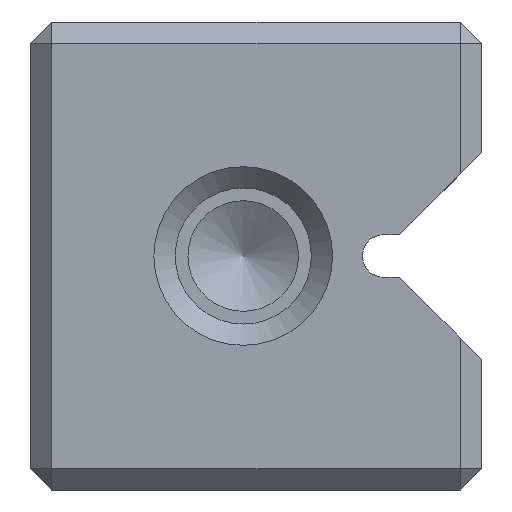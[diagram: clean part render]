
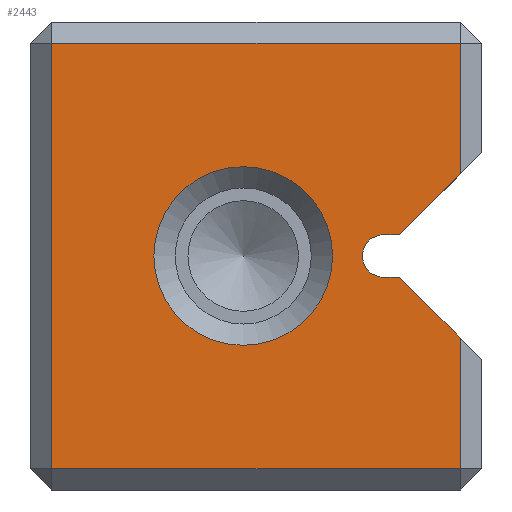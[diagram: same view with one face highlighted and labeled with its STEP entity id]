
A CAD part, left-side view. The second image highlights one B-rep face of the part: STEP entity #2443.
In plain terms, the highlighted planar face has unit normal (-1, 0, 0).
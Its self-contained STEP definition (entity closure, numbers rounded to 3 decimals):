
#2443=ADVANCED_FACE('',(#3102,#3103),#2796,.T.);
#2796=PLANE('',#8325);
#3038=CIRCLE('',#8323,2.1);
#3039=CIRCLE('',#8324,0.5);
#3102=FACE_BOUND('',#3218,.T.);
#3103=FACE_BOUND('',#3219,.T.);
#3218=EDGE_LOOP('',(#4035));
#3219=EDGE_LOOP('',(#4036,#4037,#4038,#4039,#4040,#4041,#4042,#4043,#4044,
#4045));
#4035=ORIENTED_EDGE('',*,*,#6371,.T.);
#4036=ORIENTED_EDGE('',*,*,#6372,.T.);
#4037=ORIENTED_EDGE('',*,*,#6373,.T.);
#4038=ORIENTED_EDGE('',*,*,#6374,.F.);
#4039=ORIENTED_EDGE('',*,*,#6375,.T.);
#4040=ORIENTED_EDGE('',*,*,#6376,.T.);
#4041=ORIENTED_EDGE('',*,*,#6377,.F.);
#4042=ORIENTED_EDGE('',*,*,#6378,.F.);
#4043=ORIENTED_EDGE('',*,*,#6379,.T.);
#4044=ORIENTED_EDGE('',*,*,#6380,.T.);
#4045=ORIENTED_EDGE('',*,*,#6381,.T.);
#5783=VERTEX_POINT('',#10612);
#5784=VERTEX_POINT('',#10614);
#5785=VERTEX_POINT('',#10615);
#5786=VERTEX_POINT('',#10617);
#5787=VERTEX_POINT('',#10619);
#5788=VERTEX_POINT('',#10621);
#5789=VERTEX_POINT('',#10623);
#5790=VERTEX_POINT('',#10625);
#5791=VERTEX_POINT('',#10627);
#5792=VERTEX_POINT('',#10629);
#5793=VERTEX_POINT('',#10631);
#6371=EDGE_CURVE('',#5783,#5783,#3038,.T.);
#6372=EDGE_CURVE('',#5784,#5785,#7161,.T.);
#6373=EDGE_CURVE('',#5785,#5786,#7162,.T.);
#6374=EDGE_CURVE('',#5787,#5786,#7163,.T.);
#6375=EDGE_CURVE('',#5787,#5788,#7164,.T.);
#6376=EDGE_CURVE('',#5788,#5789,#3039,.T.);
#6377=EDGE_CURVE('',#5790,#5789,#7165,.T.);
#6378=EDGE_CURVE('',#5791,#5790,#7166,.T.);
#6379=EDGE_CURVE('',#5791,#5792,#7167,.T.);
#6380=EDGE_CURVE('',#5792,#5793,#7168,.T.);
#6381=EDGE_CURVE('',#5793,#5784,#7169,.T.);
#7161=LINE('',#10613,#7819);
#7162=LINE('',#10616,#7820);
#7163=LINE('',#10618,#7821);
#7164=LINE('',#10620,#7822);
#7165=LINE('',#10624,#7823);
#7166=LINE('',#10626,#7824);
#7167=LINE('',#10628,#7825);
#7168=LINE('',#10630,#7826);
#7169=LINE('',#10632,#7827);
#7819=VECTOR('',#8805,1.);
#7820=VECTOR('',#8806,1.);
#7821=VECTOR('',#8807,1.);
#7822=VECTOR('',#8808,1.);
#7823=VECTOR('',#8811,1.);
#7824=VECTOR('',#8812,1.);
#7825=VECTOR('',#8813,1.);
#7826=VECTOR('',#8814,1.);
#7827=VECTOR('',#8815,1.);
#8323=AXIS2_PLACEMENT_3D('',#10611,#8803,#8804);
#8324=AXIS2_PLACEMENT_3D('',#10622,#8809,#8810);
#8325=AXIS2_PLACEMENT_3D('',#10633,#8816,#8817);
#8803=DIRECTION('',(1.,0.,0.));
#8804=DIRECTION('',(0.,0.,1.));
#8805=DIRECTION('',(0.,-1.,0.));
#8806=DIRECTION('',(0.,0.,1.));
#8807=DIRECTION('',(0.,-0.707,-0.707));
#8808=DIRECTION('',(0.,1.,0.));
#8809=DIRECTION('',(1.,0.,0.));
#8810=DIRECTION('',(0.,0.,1.));
#8811=DIRECTION('',(0.,1.,0.));
#8812=DIRECTION('',(0.,0.707,-0.707));
#8813=DIRECTION('',(0.,0.,1.));
#8814=DIRECTION('',(0.,1.,0.));
#8815=DIRECTION('',(0.,0.,-1.));
#8816=DIRECTION('',(-1.,0.,0.));
#8817=DIRECTION('',(0.,0.,-1.));
#10611=CARTESIAN_POINT('',(0.,5.6,5.5));
#10612=CARTESIAN_POINT('',(0.,5.6,7.6));
#10613=CARTESIAN_POINT('',(0.,5.3,0.5));
#10614=CARTESIAN_POINT('',(0.,10.1,0.5));
#10615=CARTESIAN_POINT('',(0.,0.5,0.5));
#10616=CARTESIAN_POINT('',(0.,0.5,0.));
#10617=CARTESIAN_POINT('',(0.,0.5,3.572));
#10618=CARTESIAN_POINT('',(0.,1.114,4.186));
#10619=CARTESIAN_POINT('',(0.,1.928,5.));
#10620=CARTESIAN_POINT('',(0.,2.8,5.));
#10621=CARTESIAN_POINT('',(0.,2.3,5.));
#10622=CARTESIAN_POINT('',(0.,2.3,5.5));
#10623=CARTESIAN_POINT('',(0.,2.3,6.));
#10624=CARTESIAN_POINT('',(0.,2.8,6.));
#10625=CARTESIAN_POINT('',(0.,1.928,6.));
#10626=CARTESIAN_POINT('',(0.,6.614,1.314));
#10627=CARTESIAN_POINT('',(0.,0.5,7.428));
#10628=CARTESIAN_POINT('',(0.,0.5,0.));
#10629=CARTESIAN_POINT('',(0.,0.5,10.5));
#10630=CARTESIAN_POINT('',(0.,5.3,10.5));
#10631=CARTESIAN_POINT('',(0.,10.1,10.5));
#10632=CARTESIAN_POINT('',(0.,10.1,0.));
#10633=CARTESIAN_POINT('',(0.,5.3,0.));
